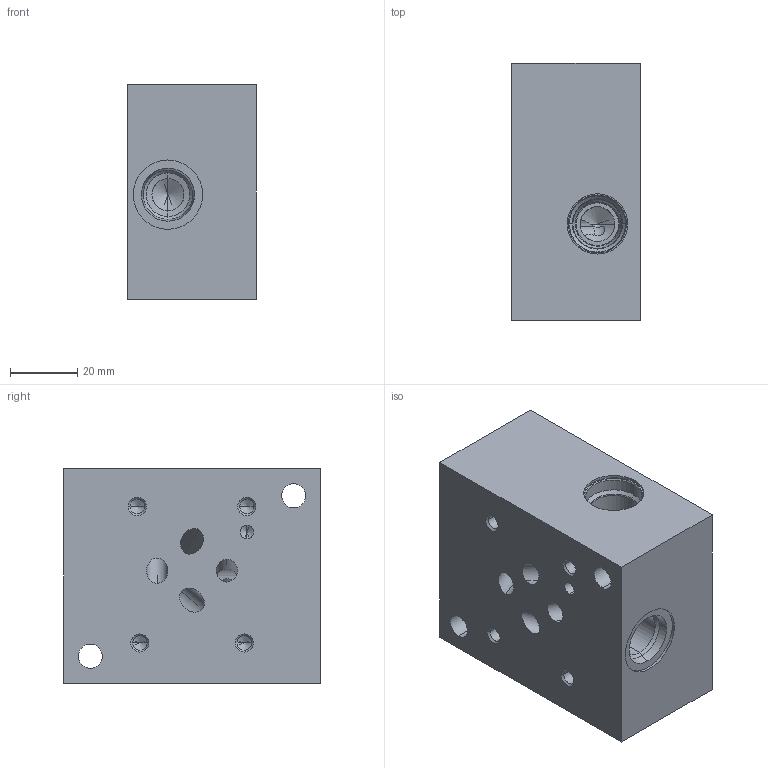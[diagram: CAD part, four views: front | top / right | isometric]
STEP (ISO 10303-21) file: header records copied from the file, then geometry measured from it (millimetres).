
FILE_DESCRIPTION((''),'2;1');
FILE_NAME('Z2E_ASM','2019-09-18T',('ProEService'),(''),'PRO/ENGINEER BY PARAMETRIC TECHNOLOGY CORPORATION, 2014200','PRO/ENGINEER BY PARAMETRIC TECHNOLOGY CORPORATION, 2014200','');
FILE_SCHEMA(('CONFIG_CONTROL_DESIGN'));
Length unit declared in the file: inch
Products named in the file (2): 153-791-002; Z2E_ASM
Assembly tree (1 placements, depth 2):
  Z2E_ASM
    153-791-002
Bounding box: 38.1 x 76.2 x 63.5 mm (x, y, z)
Volume: 156163.8 mm3; surface area: 29923.6 mm2
Topology: 1 solids, 1 shells, 131 faces, 504 edges, 460 vertices
Faces by surface type: cone 58, cylinder 54, plane 12, torus 4, sphere 3
Entity records: 6019 total; most frequent: CARTESIAN_POINT 1980, DIRECTION 858, ORIENTED_EDGE 606, VECTOR 304, LINE 304, EDGE_CURVE 303, AXIS2_PLACEMENT_3D 277, VERTEX_POINT 183
